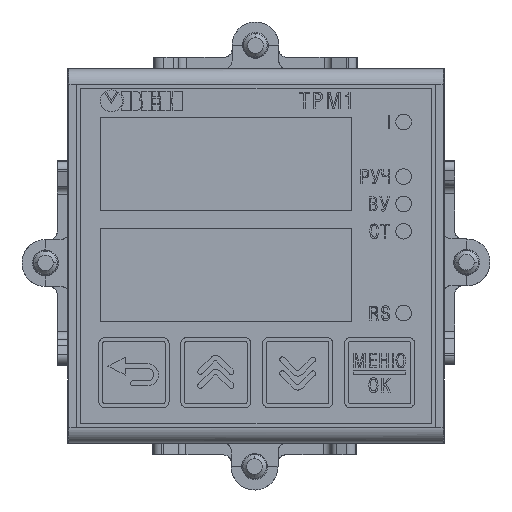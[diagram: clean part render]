
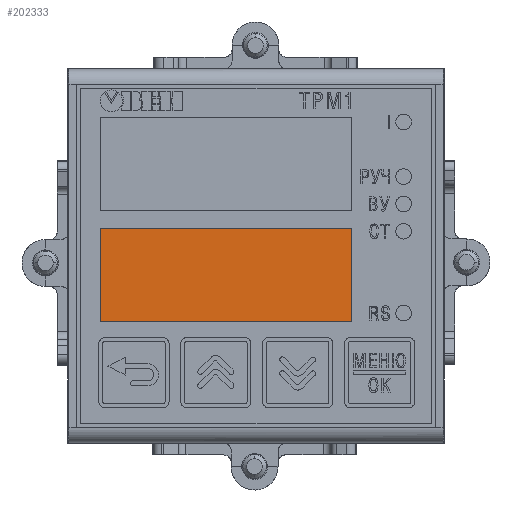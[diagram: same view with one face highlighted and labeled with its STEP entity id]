
A CAD part, top view. The second image highlights one B-rep face of the part: STEP entity #202333.
In plain terms, the highlighted planar face has unit normal (0, 0, 1).
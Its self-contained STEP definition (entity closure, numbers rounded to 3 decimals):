
#58016 = CARTESIAN_POINT ( 'NONE',  ( 0., 0., 0.3 ) ) ;
#58360 = VECTOR ( 'NONE', #285112, 1000. ) ;
#63256 = EDGE_CURVE ( 'NONE', #84279, #208157, #130814, .T. ) ;
#69440 = VECTOR ( 'NONE', #266843, 1000. ) ;
#70800 = CARTESIAN_POINT ( 'NONE',  ( 12.25, -8.5, 0.3 ) ) ;
#81132 = EDGE_CURVE ( 'NONE', #280716, #190899, #258415, .T. ) ;
#84279 = VERTEX_POINT ( 'NONE', #311885 ) ;
#85255 = EDGE_CURVE ( 'NONE', #208157, #280716, #212015, .T. ) ;
#94423 = CARTESIAN_POINT ( 'NONE',  ( -19.95, 3.5, 0.3 ) ) ;
#119355 = DIRECTION ( 'NONE',  ( 1., 0., 0. ) ) ;
#126571 = EDGE_LOOP ( 'NONE', ( #280517, #211851, #170957, #249020 ) ) ;
#129966 = LINE ( 'NONE', #166000, #69440 ) ;
#130814 = LINE ( 'NONE', #153042, #146941 ) ;
#138052 = PLANE ( 'NONE',  #252198 ) ;
#139131 = DIRECTION ( 'NONE',  ( 0., 0., -1. ) ) ;
#146941 = VECTOR ( 'NONE', #285471, 1000. ) ;
#153042 = CARTESIAN_POINT ( 'NONE',  ( -19.95, 3.5, 0.3 ) ) ;
#154657 = FACE_OUTER_BOUND ( 'NONE', #126571, .T. ) ;
#165087 = VECTOR ( 'NONE', #119355, 1000. ) ;
#165129 = DIRECTION ( 'NONE',  ( -1., 0., 0. ) ) ;
#166000 = CARTESIAN_POINT ( 'NONE',  ( 12.25, 3.5, 0.3 ) ) ;
#170957 = ORIENTED_EDGE ( 'NONE', *, *, #294686, .T. ) ;
#172074 = CARTESIAN_POINT ( 'NONE',  ( -19.95, -8.5, 0.3 ) ) ;
#190899 = VERTEX_POINT ( 'NONE', #330450 ) ;
#202333 = ADVANCED_FACE ( 'NONE', ( #154657 ), #138052, .F. ) ;
#208157 = VERTEX_POINT ( 'NONE', #94423 ) ;
#211851 = ORIENTED_EDGE ( 'NONE', *, *, #81132, .T. ) ;
#212015 = LINE ( 'NONE', #172074, #58360 ) ;
#249020 = ORIENTED_EDGE ( 'NONE', *, *, #63256, .T. ) ;
#251567 = CARTESIAN_POINT ( 'NONE',  ( -19.95, -8.5, 0.3 ) ) ;
#252198 = AXIS2_PLACEMENT_3D ( 'NONE', #58016, #139131, #165129 ) ;
#258415 = LINE ( 'NONE', #70800, #165087 ) ;
#266843 = DIRECTION ( 'NONE',  ( 0., 1., 0. ) ) ;
#280517 = ORIENTED_EDGE ( 'NONE', *, *, #85255, .T. ) ;
#280716 = VERTEX_POINT ( 'NONE', #251567 ) ;
#285112 = DIRECTION ( 'NONE',  ( 0., -1., 0. ) ) ;
#285471 = DIRECTION ( 'NONE',  ( -1., 0., 0. ) ) ;
#294686 = EDGE_CURVE ( 'NONE', #190899, #84279, #129966, .T. ) ;
#311885 = CARTESIAN_POINT ( 'NONE',  ( 12.25, 3.5, 0.3 ) ) ;
#330450 = CARTESIAN_POINT ( 'NONE',  ( 12.25, -8.5, 0.3 ) ) ;
